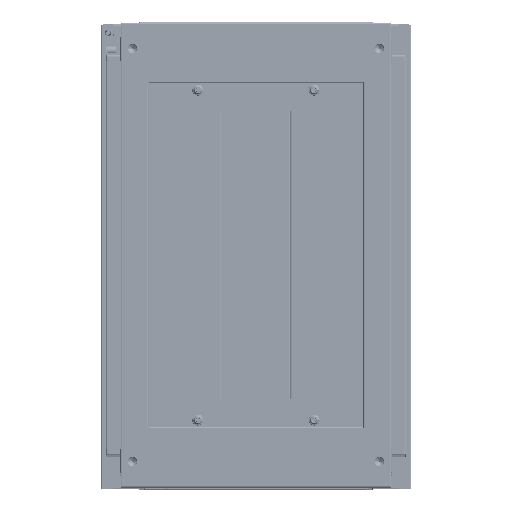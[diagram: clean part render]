
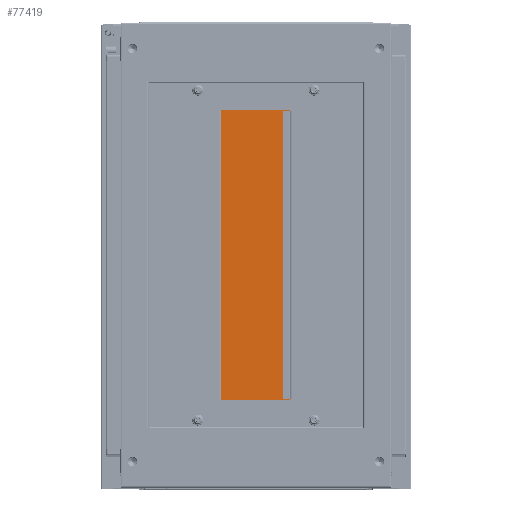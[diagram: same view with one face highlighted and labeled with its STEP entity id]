
A CAD part, top view. The second image highlights one B-rep face of the part: STEP entity #77419.
In plain terms, the highlighted face is planar.
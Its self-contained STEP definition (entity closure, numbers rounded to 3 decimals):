
#8577 = VERTEX_POINT ( 'NONE', #14745 ) ;
#8725 = VERTEX_POINT ( 'NONE', #14420 ) ;
#8824 = VERTEX_POINT ( 'NONE', #14321 ) ;
#8870 = VERTEX_POINT ( 'NONE', #14631 ) ;
#9881 = VERTEX_POINT ( 'NONE', #17906 ) ;
#13510 = VERTEX_POINT ( 'NONE', #17672 ) ;
#13521 = VERTEX_POINT ( 'NONE', #17713 ) ;
#13651 = VERTEX_POINT ( 'NONE', #17638 ) ;
#14208 = ORIENTED_EDGE ( 'NONE', *, *, #27852, .T. ) ;
#14210 = ORIENTED_EDGE ( 'NONE', *, *, #27850, .T. ) ;
#14213 = ORIENTED_EDGE ( 'NONE', *, *, #60212, .F. ) ;
#14216 = ORIENTED_EDGE ( 'NONE', *, *, #60421, .T. ) ;
#14218 = ORIENTED_EDGE ( 'NONE', *, *, #60256, .T. ) ;
#14263 = ORIENTED_EDGE ( 'NONE', *, *, #60503, .T. ) ;
#14269 = ORIENTED_EDGE ( 'NONE', *, *, #60276, .F. ) ;
#14321 = CARTESIAN_POINT ( 'NONE',  ( 200., -49., 1.5 ) ) ;
#14420 = CARTESIAN_POINT ( 'NONE',  ( 185., -47.99, 1.5 ) ) ;
#14631 = CARTESIAN_POINT ( 'NONE',  ( -185., -49., 1.5 ) ) ;
#14745 = CARTESIAN_POINT ( 'NONE',  ( 200., 49., 1.5 ) ) ;
#15909 = ORIENTED_EDGE ( 'NONE', *, *, #60280, .T. ) ;
#17638 = CARTESIAN_POINT ( 'NONE',  ( -200., -49., 1.5 ) ) ;
#17672 = CARTESIAN_POINT ( 'NONE',  ( -200., 49., 1.5 ) ) ;
#17713 = CARTESIAN_POINT ( 'NONE',  ( 185., -49., 1.5 ) ) ;
#17906 = CARTESIAN_POINT ( 'NONE',  ( -185., -47.99, 1.5 ) ) ;
#27850 = EDGE_CURVE ( 'NONE', #13510, #13651, #38424, .T. ) ;
#27852 = EDGE_CURVE ( 'NONE', #8824, #8577, #38459, .T. ) ;
#32725 = FACE_OUTER_BOUND ( 'NONE', #52865, .T. ) ;
#36143 = CARTESIAN_POINT ( 'NONE',  ( -200., -49., 1.5 ) ) ;
#36847 = DIRECTION ( 'NONE',  ( 0., 0., 1. ) ) ;
#36985 = PLANE ( 'NONE',  #52348 ) ;
#37396 = DIRECTION ( 'NONE',  ( 1., 0., 0. ) ) ;
#38424 = LINE ( 'NONE', #98981, #38453 ) ;
#38453 = VECTOR ( 'NONE', #99318, 1000. ) ;
#38459 = LINE ( 'NONE', #99469, #38461 ) ;
#38461 = VECTOR ( 'NONE', #99445, 1000. ) ;
#52348 = AXIS2_PLACEMENT_3D ( 'NONE', #36143, #36847, #37396 ) ;
#52865 = EDGE_LOOP ( 'NONE', ( #14269, #14263, #14218, #14208, #15909, #14210, #14216, #14213 ) ) ;
#60212 = EDGE_CURVE ( 'NONE', #9881, #8870, #85963, .T. ) ;
#60256 = EDGE_CURVE ( 'NONE', #13521, #8824, #86036, .T. ) ;
#60276 = EDGE_CURVE ( 'NONE', #8725, #9881, #86054, .T. ) ;
#60280 = EDGE_CURVE ( 'NONE', #8577, #13510, #86068, .T. ) ;
#60421 = EDGE_CURVE ( 'NONE', #13651, #8870, #86234, .T. ) ;
#60503 = EDGE_CURVE ( 'NONE', #8725, #13521, #86327, .T. ) ;
#77419 = ADVANCED_FACE ( 'NONE', ( #32725 ), #36985, .T. ) ;
#85963 = LINE ( 'NONE', #109125, #85994 ) ;
#85994 = VECTOR ( 'NONE', #109142, 1000. ) ;
#86036 = LINE ( 'NONE', #108862, #86038 ) ;
#86038 = VECTOR ( 'NONE', #108863, 1000. ) ;
#86051 = VECTOR ( 'NONE', #108778, 1000. ) ;
#86054 = LINE ( 'NONE', #108801, #86064 ) ;
#86064 = VECTOR ( 'NONE', #108812, 1000. ) ;
#86068 = LINE ( 'NONE', #108824, #86051 ) ;
#86234 = LINE ( 'NONE', #109605, #86236 ) ;
#86236 = VECTOR ( 'NONE', #109613, 1000. ) ;
#86327 = LINE ( 'NONE', #100905, #86328 ) ;
#86328 = VECTOR ( 'NONE', #100930, 1000. ) ;
#98981 = CARTESIAN_POINT ( 'NONE',  ( -200., 49., 1.5 ) ) ;
#99318 = DIRECTION ( 'NONE',  ( 0., -1., 0. ) ) ;
#99445 = DIRECTION ( 'NONE',  ( 0., 1., 0. ) ) ;
#99469 = CARTESIAN_POINT ( 'NONE',  ( 200., 49., 1.5 ) ) ;
#100905 = CARTESIAN_POINT ( 'NONE',  ( 185., -48., 1.5 ) ) ;
#100930 = DIRECTION ( 'NONE',  ( 0., -1., 0. ) ) ;
#108778 = DIRECTION ( 'NONE',  ( -1., 0., 0. ) ) ;
#108801 = CARTESIAN_POINT ( 'NONE',  ( 185., -47.99, 1.5 ) ) ;
#108812 = DIRECTION ( 'NONE',  ( -1., 0., 0. ) ) ;
#108824 = CARTESIAN_POINT ( 'NONE',  ( -200., 49., 1.5 ) ) ;
#108862 = CARTESIAN_POINT ( 'NONE',  ( -200., -49., 1.5 ) ) ;
#108863 = DIRECTION ( 'NONE',  ( 1., 0., 0. ) ) ;
#109125 = CARTESIAN_POINT ( 'NONE',  ( -185., -48., 1.5 ) ) ;
#109142 = DIRECTION ( 'NONE',  ( 0., -1., 0. ) ) ;
#109605 = CARTESIAN_POINT ( 'NONE',  ( -200., -49., 1.5 ) ) ;
#109613 = DIRECTION ( 'NONE',  ( 1., 0., 0. ) ) ;
